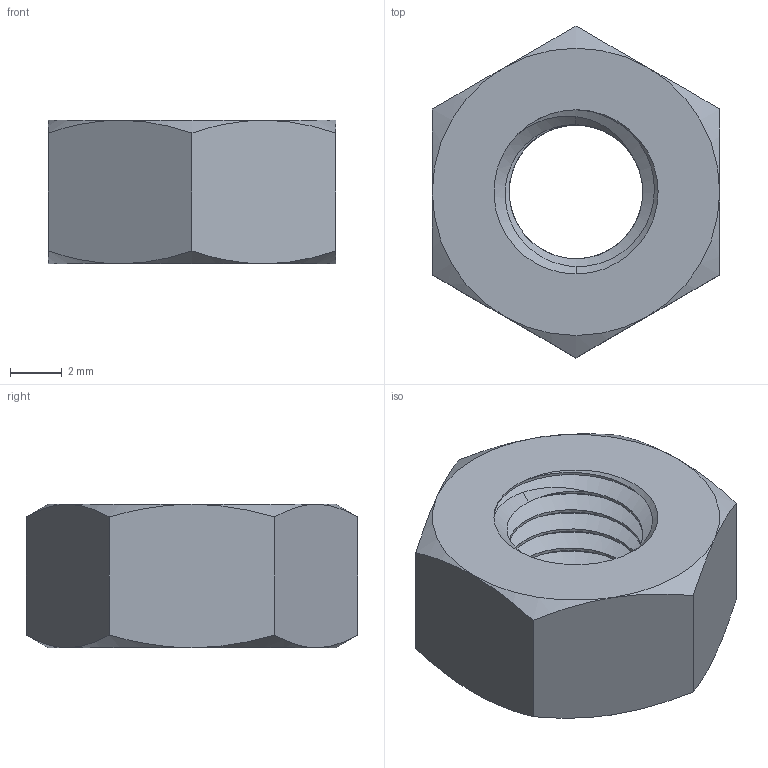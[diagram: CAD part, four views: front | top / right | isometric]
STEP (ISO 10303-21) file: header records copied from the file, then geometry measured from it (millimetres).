
FILE_DESCRIPTION (( 'STEP AP203' ), '1' );
FILE_NAME ('95462A505.step', '2015-01-09T22:05:35', ( '' ), ( '' ), 'SwSTEP 2.0', 'SolidWorks 2010', '' );
FILE_SCHEMA (( 'CONFIG_CONTROL_DESIGN' ));
Length unit declared in the file: inch
Products named in the file (1): 95462A505
Bounding box: 11.11 x 12.83 x 5.56 mm (x, y, z)
Volume: 443.2 mm3; surface area: 528.3 mm2
Topology: 1 solids, 1 shells, 42 faces, 104 edges, 64 vertices
Faces by surface type: cone 18, cylinder 13, plane 8, bspline 3
Entity records: 2504 total; most frequent: CARTESIAN_POINT 1582, ORIENTED_EDGE 208, DIRECTION 138, EDGE_CURVE 104, VERTEX_POINT 64, AXIS2_PLACEMENT_3D 58, EDGE_LOOP 44, FACE_OUTER_BOUND 42
